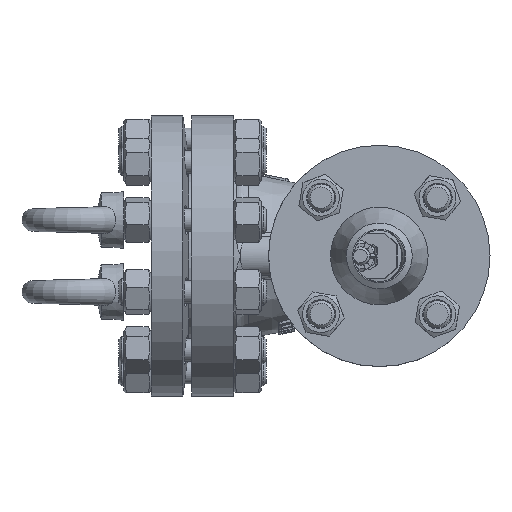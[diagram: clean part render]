
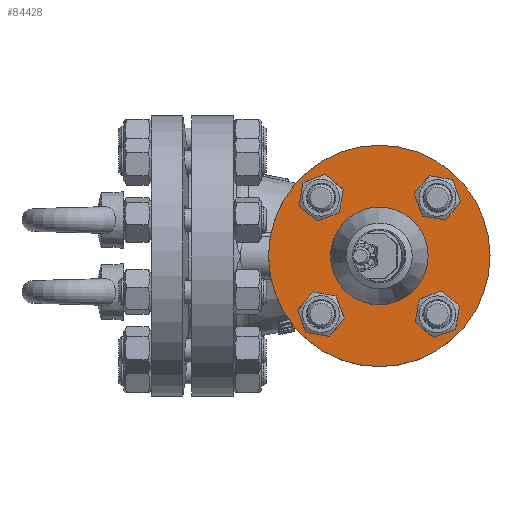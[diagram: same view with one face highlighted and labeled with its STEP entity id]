
A CAD part, left-side view. The second image highlights one B-rep face of the part: STEP entity #84428.
In plain terms, the highlighted planar face has unit normal (-1, 0, 0).
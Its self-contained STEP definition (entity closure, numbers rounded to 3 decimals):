
#83285 = VERTEX_POINT('',#83286);
#83286 = CARTESIAN_POINT('',(-184.882,-0.064,
    -97.436));
#83291 = EDGE_CURVE('',#83285,#83285,#83292,.T.);
#83292 = CIRCLE('',#83293,97.5);
#83293 = AXIS2_PLACEMENT_3D('',#83294,#83295,#83296);
#83294 = CARTESIAN_POINT('',(-184.882,-0.064,
    0.064));
#83295 = DIRECTION('',(-1.,0.,0.));
#83296 = DIRECTION('',(0.,0.,-1.));
#84428 = ADVANCED_FACE('',(#84429,#84432,#84443,#84454,#84465,#84476),
  #84487,.T.);
#84429 = FACE_BOUND('',#84430,.T.);
#84430 = EDGE_LOOP('',(#84431));
#84431 = ORIENTED_EDGE('',*,*,#83291,.T.);
#84432 = FACE_BOUND('',#84433,.T.);
#84433 = EDGE_LOOP('',(#84434));
#84434 = ORIENTED_EDGE('',*,*,#84435,.F.);
#84435 = EDGE_CURVE('',#84436,#84436,#84438,.T.);
#84436 = VERTEX_POINT('',#84437);
#84437 = CARTESIAN_POINT('',(-184.882,-66.394,
    -45.704));
#84438 = CIRCLE('',#84439,16.2);
#84439 = AXIS2_PLACEMENT_3D('',#84440,#84441,#84442);
#84440 = CARTESIAN_POINT('',(-184.882,-51.202,
    -51.329));
#84441 = DIRECTION('',(-1.,0.,0.));
#84442 = DIRECTION('',(0.,-0.938,0.347));
#84443 = FACE_BOUND('',#84444,.T.);
#84444 = EDGE_LOOP('',(#84445));
#84445 = ORIENTED_EDGE('',*,*,#84446,.F.);
#84446 = EDGE_CURVE('',#84447,#84447,#84449,.T.);
#84447 = VERTEX_POINT('',#84448);
#84448 = CARTESIAN_POINT('',(-184.882,66.394,
    45.704));
#84449 = CIRCLE('',#84450,16.2);
#84450 = AXIS2_PLACEMENT_3D('',#84451,#84452,#84453);
#84451 = CARTESIAN_POINT('',(-184.882,51.202,
    51.329));
#84452 = DIRECTION('',(-1.,0.,0.));
#84453 = DIRECTION('',(0.,0.938,-0.347));
#84454 = FACE_BOUND('',#84455,.T.);
#84455 = EDGE_LOOP('',(#84456));
#84456 = ORIENTED_EDGE('',*,*,#84457,.T.);
#84457 = EDGE_CURVE('',#84458,#84458,#84460,.T.);
#84458 = VERTEX_POINT('',#84459);
#84459 = CARTESIAN_POINT('',(-184.882,-0.064,
    -42.936));
#84460 = CIRCLE('',#84461,43.);
#84461 = AXIS2_PLACEMENT_3D('',#84462,#84463,#84464);
#84462 = CARTESIAN_POINT('',(-184.882,-0.064,
    0.064));
#84463 = DIRECTION('',(1.,0.,0.));
#84464 = DIRECTION('',(0.,0.,-1.));
#84465 = FACE_BOUND('',#84466,.T.);
#84466 = EDGE_LOOP('',(#84467));
#84467 = ORIENTED_EDGE('',*,*,#84468,.F.);
#84468 = EDGE_CURVE('',#84469,#84469,#84471,.T.);
#84469 = VERTEX_POINT('',#84470);
#84470 = CARTESIAN_POINT('',(-184.882,-45.704,
    66.394));
#84471 = CIRCLE('',#84472,16.2);
#84472 = AXIS2_PLACEMENT_3D('',#84473,#84474,#84475);
#84473 = CARTESIAN_POINT('',(-184.882,-51.329,
    51.202));
#84474 = DIRECTION('',(-1.,0.,0.));
#84475 = DIRECTION('',(0.,0.347,0.938));
#84476 = FACE_BOUND('',#84477,.T.);
#84477 = EDGE_LOOP('',(#84478));
#84478 = ORIENTED_EDGE('',*,*,#84479,.F.);
#84479 = EDGE_CURVE('',#84480,#84480,#84482,.T.);
#84480 = VERTEX_POINT('',#84481);
#84481 = CARTESIAN_POINT('',(-184.882,45.704,
    -66.394));
#84482 = CIRCLE('',#84483,16.2);
#84483 = AXIS2_PLACEMENT_3D('',#84484,#84485,#84486);
#84484 = CARTESIAN_POINT('',(-184.882,51.329,
    -51.202));
#84485 = DIRECTION('',(-1.,0.,0.));
#84486 = DIRECTION('',(-0.,-0.347,-0.938));
#84487 = PLANE('',#84488);
#84488 = AXIS2_PLACEMENT_3D('',#84489,#84490,#84491);
#84489 = CARTESIAN_POINT('',(-184.882,-0.064,
    0.064));
#84490 = DIRECTION('',(-1.,0.,0.));
#84491 = DIRECTION('',(0.,0.,-1.));
